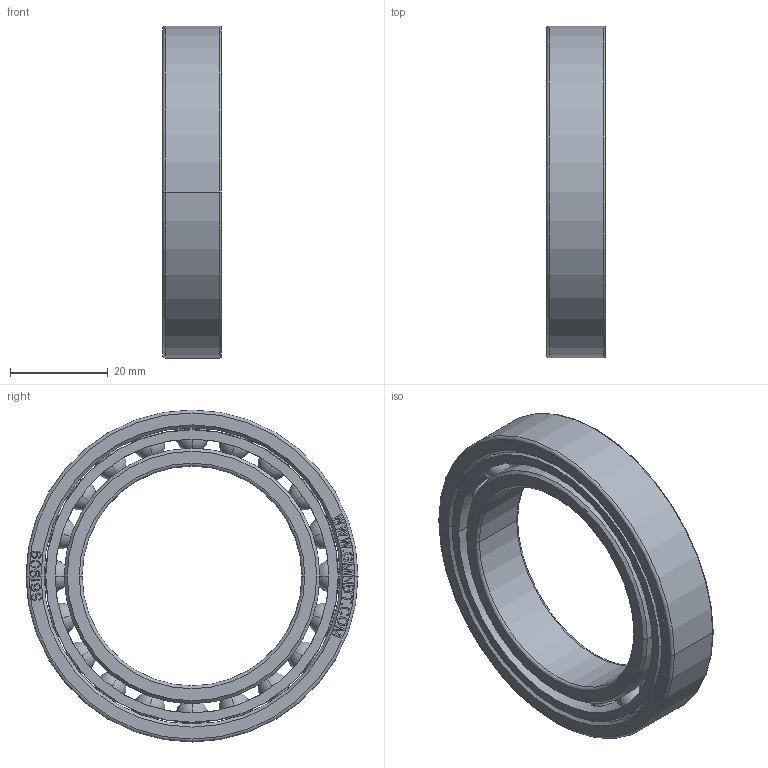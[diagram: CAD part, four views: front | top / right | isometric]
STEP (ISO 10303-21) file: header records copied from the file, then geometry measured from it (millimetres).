
FILE_DESCRIPTION((''),'2;1');
FILE_NAME('S61909_PRT','2014-03-19T',('sales 4'),(''),'PRO/ENGINEER BY PARAMETRIC TECHNOLOGY CORPORATION, 2013150','PRO/ENGINEER BY PARAMETRIC TECHNOLOGY CORPORATION, 2013150','');
FILE_SCHEMA(('AUTOMOTIVE_DESIGN { 1 0 10303 214 1 1 1 1 }'));
Length unit declared in the file: millimetre
Products named in the file (1): S61909_PRT
Bounding box: 12.01 x 68 x 68 mm (x, y, z)
Volume: 18866.1 mm3; surface area: 17375.8 mm2
Topology: 3 solids, 3 shells, 771 faces, 2157 edges, 1374 vertices
Faces by surface type: plane 575, cylinder 94, sphere 80, torus 12, cone 10
Entity records: 40259 total; most frequent: CARTESIAN_POINT 14400, ORIENTED_EDGE 4154, DIRECTION 3679, PRESENTATION_STYLE_ASSIGNMENT 2109, STYLED_ITEM 2080, CURVE_STYLE 2077, EDGE_CURVE 2077, VECTOR 1697
